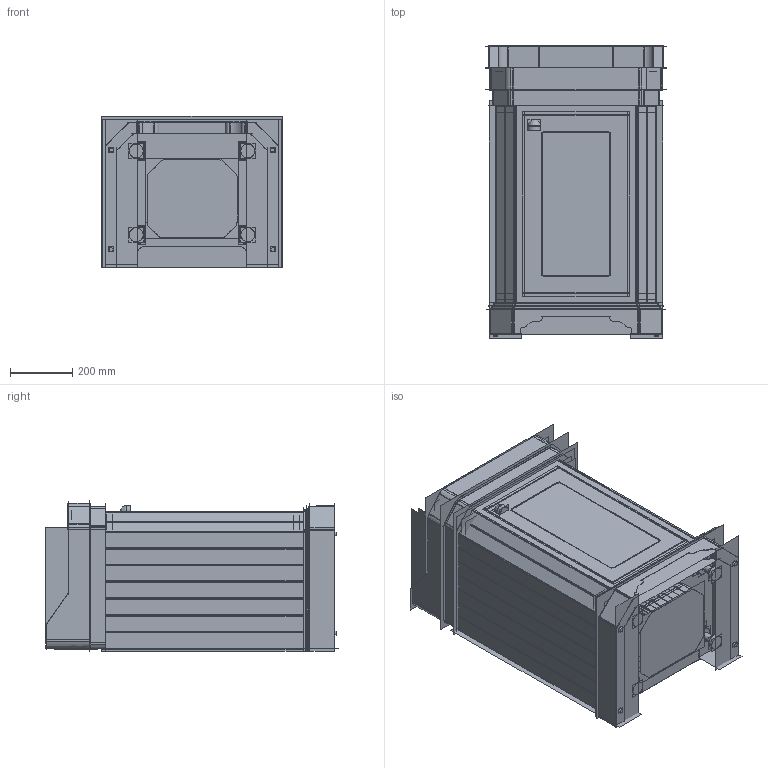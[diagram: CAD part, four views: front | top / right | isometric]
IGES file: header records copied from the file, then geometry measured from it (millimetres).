
Start section:  PTC IGES file: fc12+B4.igs
Global section: file name: fc12+B4.igs; native system: Pro/ENGINEER by Parametric Technology Corporation; preprocessor: 2008380; author: jessie; organization: Unknown; date: 20200810.135338; units: millimetre
Bounding box: 582.4 x 945.54 x 488.8 mm (x, y, z)
Volume: 33141692.9 mm3; surface area: 25289229.7 mm2
Topology: 33 solids, 40 shells, 4244 faces, 22422 edges, 27977 vertices
Faces by surface type: revolution 2070, bspline 1790, extrusion 384
